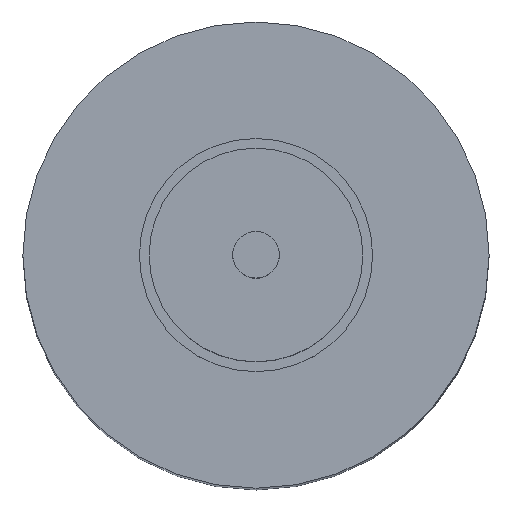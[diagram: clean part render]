
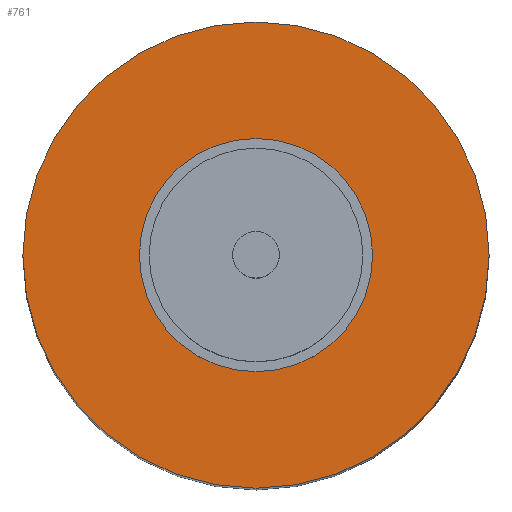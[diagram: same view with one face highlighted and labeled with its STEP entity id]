
A CAD part, top view. The second image highlights one B-rep face of the part: STEP entity #761.
In plain terms, the highlighted planar face has unit normal (0, 0, 1).
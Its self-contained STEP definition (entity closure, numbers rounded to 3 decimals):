
#596=CARTESIAN_POINT('',(0.0,-3.0,0.));
#597=VERTEX_POINT('',#596);
#598=CARTESIAN_POINT('',(0.0,0.,0.));
#599=DIRECTION('',(0.0,0.0,1.0));
#600=DIRECTION('',(0.0,-1.0,0.0));
#601=AXIS2_PLACEMENT_3D('',#598,#599,#600);
#602=CIRCLE('',#601,3.0);
#603=EDGE_CURVE('',#597,#597,#602,.T.);
#735=CARTESIAN_POINT('',(0.0,-6.,0.0));
#736=VERTEX_POINT('',#735);
#737=CARTESIAN_POINT('',(0.0,0.,0.));
#738=DIRECTION('',(0.0,0.0,1.0));
#739=DIRECTION('',(0.0,-1.0,0.0));
#740=AXIS2_PLACEMENT_3D('',#737,#738,#739);
#741=CIRCLE('',#740,6.);
#742=EDGE_CURVE('',#736,#736,#741,.T.);
#750=CARTESIAN_POINT('',(0.0,-4.5,0.));
#751=DIRECTION('',(0.0,0.0,1.0));
#752=DIRECTION('',(1.0,0.0,0.0));
#753=AXIS2_PLACEMENT_3D('',#750,#751,#752);
#754=PLANE('',#753);
#755=ORIENTED_EDGE('',*,*,#742,.T.);
#756=EDGE_LOOP('',(#755));
#757=FACE_OUTER_BOUND('',#756,.T.);
#758=ORIENTED_EDGE('',*,*,#603,.F.);
#759=EDGE_LOOP('',(#758));
#760=FACE_BOUND('',#759,.T.);
#761=ADVANCED_FACE('',(#757,#760),#754,.T.);
